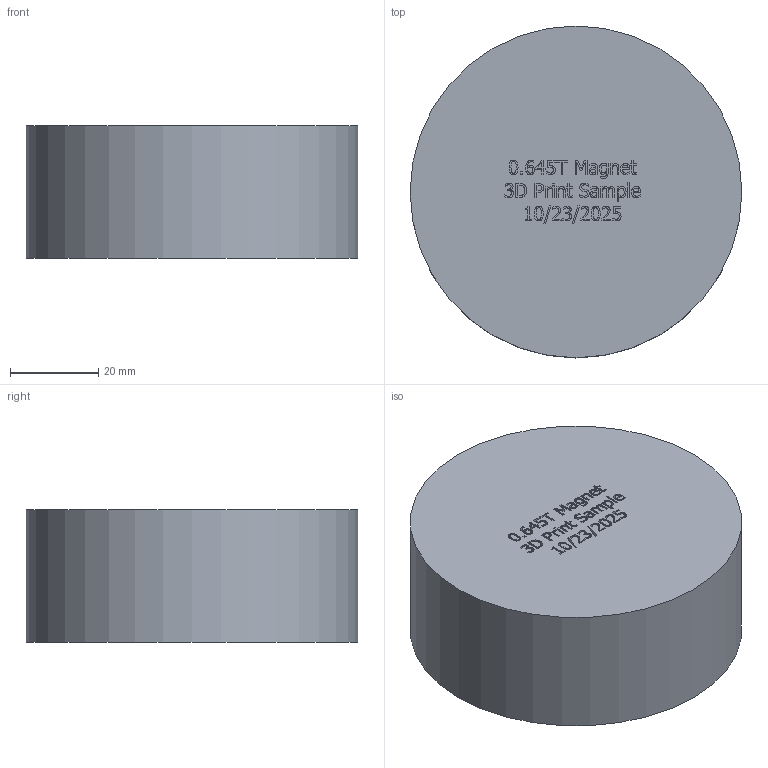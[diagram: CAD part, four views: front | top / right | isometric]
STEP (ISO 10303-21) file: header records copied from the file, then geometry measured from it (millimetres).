
FILE_DESCRIPTION(/* description */ (''),/* implementation_level */ '2;1');
FILE_NAME(/* name */ 'Sample_Magnet.stp',/* time_stamp */ '2025-10-23T12:45:10-04:00',/* author */ ('sadi.canturk'),/* organization */ (''),/* preprocessor_version */ 'ST-DEVELOPER v20.1',/* originating_system */ 'Autodesk Inventor 2026',/* authorisation */ '');
FILE_SCHEMA (('AUTOMOTIVE_DESIGN { 1 0 10303 214 3 1 1 }'));
Length unit declared in the file: millimetre
Products named in the file (1): Sample_Magnet
Bounding box: 75 x 75 x 30 mm (x, y, z)
Volume: 132409.4 mm3; surface area: 16593.3 mm2
Topology: 1 solids, 1 shells, 588 faces, 1611 edges, 1074 vertices
Faces by surface type: bspline 302, plane 285, cylinder 1
Full cylindrical faces by diameter (mm): 75 x1
Entity records: 21013 total; most frequent: CARTESIAN_POINT 8121, ORIENTED_EDGE 3222, EDGE_CURVE 1611, DIRECTION 1583, VERTEX_POINT 1074, LINE 1005, VECTOR 1005, EDGE_LOOP 637
